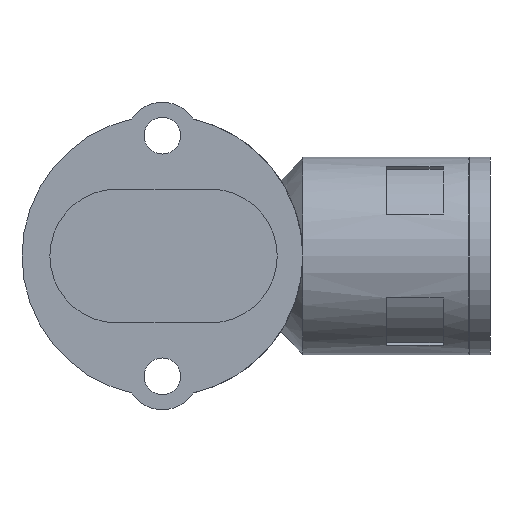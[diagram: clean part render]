
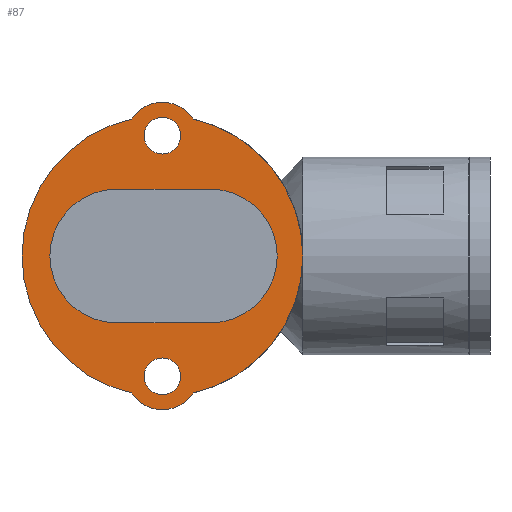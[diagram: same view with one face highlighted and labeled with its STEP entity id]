
A CAD part, front view. The second image highlights one B-rep face of the part: STEP entity #87.
In plain terms, the highlighted planar face has unit normal (0, -1, 0).
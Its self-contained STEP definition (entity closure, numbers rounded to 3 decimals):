
#87 = ADVANCED_FACE( '', ( #164, #165, #166, #167 ), #168, .F. );
#164 = FACE_BOUND( '', #288, .T. );
#165 = FACE_OUTER_BOUND( '', #289, .T. );
#166 = FACE_BOUND( '', #290, .T. );
#167 = FACE_BOUND( '', #291, .T. );
#168 = PLANE( '', #292 );
#288 = EDGE_LOOP( '', ( #473, #474, #475, #476 ) );
#289 = EDGE_LOOP( '', ( #477, #478, #479, #480 ) );
#290 = EDGE_LOOP( '', ( #481 ) );
#291 = EDGE_LOOP( '', ( #482 ) );
#292 = AXIS2_PLACEMENT_3D( '', #483, #484, #485 );
#473 = ORIENTED_EDGE( '', *, *, #802, .F. );
#474 = ORIENTED_EDGE( '', *, *, #803, .F. );
#475 = ORIENTED_EDGE( '', *, *, #804, .F. );
#476 = ORIENTED_EDGE( '', *, *, #805, .F. );
#477 = ORIENTED_EDGE( '', *, *, #806, .F. );
#478 = ORIENTED_EDGE( '', *, *, #807, .F. );
#479 = ORIENTED_EDGE( '', *, *, #808, .F. );
#480 = ORIENTED_EDGE( '', *, *, #809, .F. );
#481 = ORIENTED_EDGE( '', *, *, #810, .T. );
#482 = ORIENTED_EDGE( '', *, *, #811, .T. );
#483 = CARTESIAN_POINT( '', ( 0., -18., -8.75 ) );
#484 = DIRECTION( '', ( 0., 1., 0. ) );
#485 = DIRECTION( '', ( 0., 0., 1. ) );
#802 = EDGE_CURVE( '', #956, #957, #958, .T. );
#803 = EDGE_CURVE( '', #959, #956, #960, .T. );
#804 = EDGE_CURVE( '', #961, #959, #962, .T. );
#805 = EDGE_CURVE( '', #957, #961, #963, .T. );
#806 = EDGE_CURVE( '', #964, #965, #966, .T. );
#807 = EDGE_CURVE( '', #967, #964, #968, .T. );
#808 = EDGE_CURVE( '', #969, #967, #970, .T. );
#809 = EDGE_CURVE( '', #965, #969, #971, .T. );
#810 = EDGE_CURVE( '', #972, #972, #973, .T. );
#811 = EDGE_CURVE( '', #974, #974, #975, .T. );
#956 = VERTEX_POINT( '', #1177 );
#957 = VERTEX_POINT( '', #1178 );
#958 = CIRCLE( '', #1179, 10. );
#959 = VERTEX_POINT( '', #1180 );
#960 = LINE( '', #1181, #1182 );
#961 = VERTEX_POINT( '', #1183 );
#962 = CIRCLE( '', #1184, 10. );
#963 = LINE( '', #1185, #1186 );
#964 = VERTEX_POINT( '', #1187 );
#965 = VERTEX_POINT( '', #1188 );
#966 = CIRCLE( '', #1189, 5.5 );
#967 = VERTEX_POINT( '', #1190 );
#968 = CIRCLE( '', #1191, 21. );
#969 = VERTEX_POINT( '', #1192 );
#970 = CIRCLE( '', #1193, 5.5 );
#971 = CIRCLE( '', #1194, 21. );
#972 = VERTEX_POINT( '', #1195 );
#973 = CIRCLE( '', #1196, 2.75 );
#974 = VERTEX_POINT( '', #1197 );
#975 = CIRCLE( '', #1198, 2.75 );
#1177 = CARTESIAN_POINT( '', ( 7.173, -18., -10. ) );
#1178 = CARTESIAN_POINT( '', ( 7.173, -18., 10. ) );
#1179 = AXIS2_PLACEMENT_3D( '', #1450, #1451, #1452 );
#1180 = CARTESIAN_POINT( '', ( -6.827, -18., -10. ) );
#1181 = CARTESIAN_POINT( '', ( -6.827, -18., -10. ) );
#1182 = VECTOR( '', #1453, 1000. );
#1183 = CARTESIAN_POINT( '', ( -6.827, -18., 10. ) );
#1184 = AXIS2_PLACEMENT_3D( '', #1454, #1455, #1456 );
#1185 = CARTESIAN_POINT( '', ( 7.173, -18., 10. ) );
#1186 = VECTOR( '', #1457, 1000. );
#1187 = CARTESIAN_POINT( '', ( -4.619, -18., 20.486 ) );
#1188 = CARTESIAN_POINT( '', ( 4.619, -18., 20.486 ) );
#1189 = AXIS2_PLACEMENT_3D( '', #1458, #1459, #1460 );
#1190 = CARTESIAN_POINT( '', ( -4.619, -18., -20.486 ) );
#1191 = AXIS2_PLACEMENT_3D( '', #1461, #1462, #1463 );
#1192 = CARTESIAN_POINT( '', ( 4.619, -18., -20.486 ) );
#1193 = AXIS2_PLACEMENT_3D( '', #1464, #1465, #1466 );
#1194 = AXIS2_PLACEMENT_3D( '', #1467, #1468, #1469 );
#1195 = CARTESIAN_POINT( '', ( 2.75, -18., 18. ) );
#1196 = AXIS2_PLACEMENT_3D( '', #1470, #1471, #1472 );
#1197 = CARTESIAN_POINT( '', ( 2.75, -18., -18. ) );
#1198 = AXIS2_PLACEMENT_3D( '', #1473, #1474, #1475 );
#1450 = CARTESIAN_POINT( '', ( 7.173, -18., 0. ) );
#1451 = DIRECTION( '', ( 0., -1., 0. ) );
#1452 = DIRECTION( '', ( -1., 0., 0. ) );
#1453 = DIRECTION( '', ( 1., 0., 0. ) );
#1454 = CARTESIAN_POINT( '', ( -6.827, -18., 0. ) );
#1455 = DIRECTION( '', ( 0., -1., 0. ) );
#1456 = DIRECTION( '', ( -1., 0., 0. ) );
#1457 = DIRECTION( '', ( -1., 0., 0. ) );
#1458 = CARTESIAN_POINT( '', ( 0., -18., 17.5 ) );
#1459 = DIRECTION( '', ( 0., 1., 0. ) );
#1460 = DIRECTION( '', ( 1., 0., 0. ) );
#1461 = CARTESIAN_POINT( '', ( 0., -18., 0. ) );
#1462 = DIRECTION( '', ( 0., 1., 0. ) );
#1463 = DIRECTION( '', ( 1., 0., 0. ) );
#1464 = CARTESIAN_POINT( '', ( 0., -18., -17.5 ) );
#1465 = DIRECTION( '', ( 0., 1., 0. ) );
#1466 = DIRECTION( '', ( 1., 0., 0. ) );
#1467 = CARTESIAN_POINT( '', ( 0., -18., 0. ) );
#1468 = DIRECTION( '', ( 0., 1., 0. ) );
#1469 = DIRECTION( '', ( 1., 0., 0. ) );
#1470 = CARTESIAN_POINT( '', ( 0., -18., 18. ) );
#1471 = DIRECTION( '', ( 0., 1., 0. ) );
#1472 = DIRECTION( '', ( 1., 0., 0. ) );
#1473 = CARTESIAN_POINT( '', ( 0., -18., -18. ) );
#1474 = DIRECTION( '', ( 0., 1., 0. ) );
#1475 = DIRECTION( '', ( 1., 0., 0. ) );
